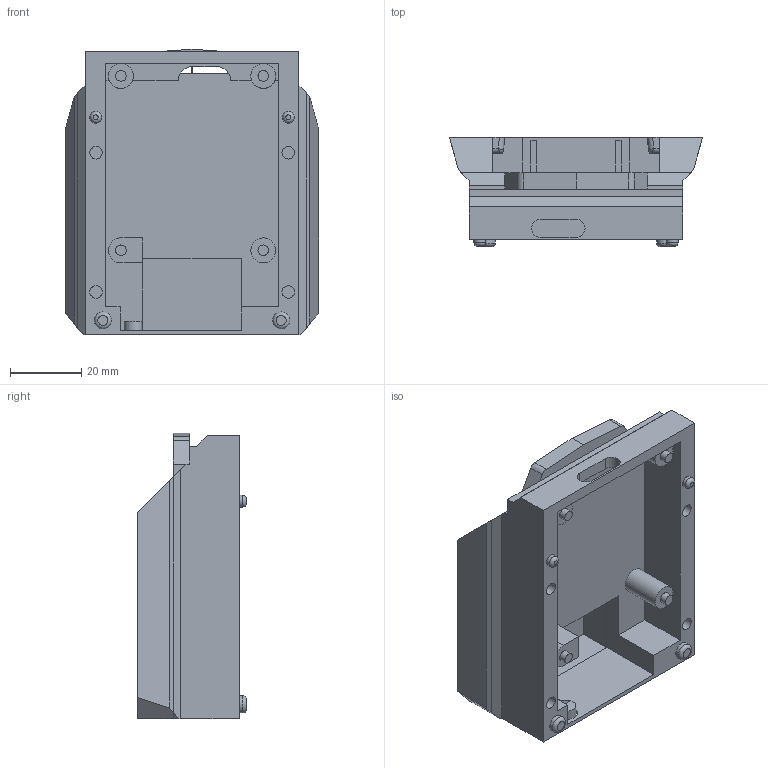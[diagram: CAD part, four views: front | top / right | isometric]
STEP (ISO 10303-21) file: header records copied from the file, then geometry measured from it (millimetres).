
FILE_DESCRIPTION(/* description */ (''),/* implementation_level */ '2;1');
FILE_NAME(/* name */ 'Component1.stp',/* time_stamp */ '2025-09-12T00:13:03+02:00',/* author */ (''),/* organization */ (''),/* preprocessor_version */ 'ST-DEVELOPER v20.1',/* originating_system */ 'Autodesk Translation Framework v14.10.0.0',/* authorisation */ '');
FILE_SCHEMA (('AUTOMOTIVE_DESIGN { 1 0 10303 214 3 1 1 }'));
Length unit declared in the file: millimetre
Products named in the file (1): FusionComponent
Bounding box: 71.1 x 30.6 x 80.2 mm (x, y, z)
Volume: 52752.4 mm3; surface area: 31211.7 mm2
Topology: 2 solids, 2 shells, 235 faces, 602 edges, 388 vertices
Faces by surface type: plane 177, cylinder 48, bspline 8, torus 2
Full cylindrical faces by diameter (mm): 3 x4, 3.3 x2, 3.5 x8, 3.6 x2, 4 x2, 4.8 x2, 7 x1
Entity records: 7253 total; most frequent: CARTESIAN_POINT 1398, ORIENTED_EDGE 1204, DIRECTION 1173, EDGE_CURVE 602, LINE 487, VECTOR 487, VERTEX_POINT 388, AXIS2_PLACEMENT_3D 343
